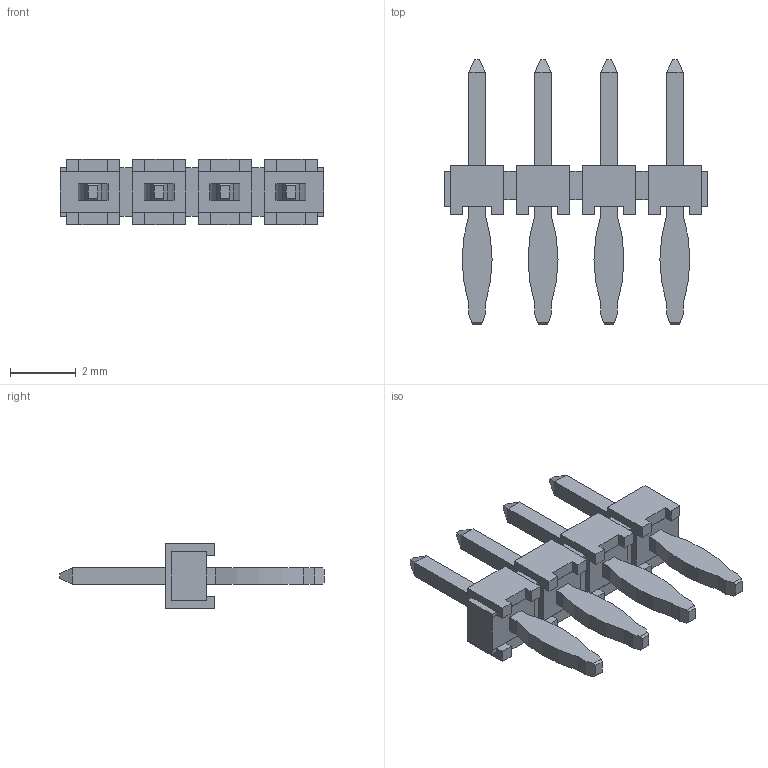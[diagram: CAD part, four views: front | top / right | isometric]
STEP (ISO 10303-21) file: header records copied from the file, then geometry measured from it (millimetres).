
FILE_DESCRIPTION(/* description */ ('Alibre Inc.'),/* implementation_level */ '2;1');
FILE_NAME(/* name */ 'export1',/* time_stamp */ '2016-10-26T10:06:05+08:00',/* author */ (''),/* organization */ (''),/* preprocessor_version */ 'ST-DEVELOPER v14',/* originating_system */ 'Alibre',/* authorisation */ '');
FILE_SCHEMA (('AUTOMOTIVE_DESIGN'));
Length unit declared in the file: millimetre
Bounding box: 8 x 8.03 x 1.98 mm (x, y, z)
Volume: 26.9 mm3; surface area: 151.6 mm2
Topology: 2 solids, 2 shells, 202 faces, 548 edges, 360 vertices
Faces by surface type: plane 194, cylinder 8
Entity records: 6208 total; most frequent: CARTESIAN_POINT 1114, ORIENTED_EDGE 1096, DIRECTION 782, EDGE_CURVE 548, VECTOR 532, LINE 532, VERTEX_POINT 360, AXIS2_PLACEMENT_3D 222
